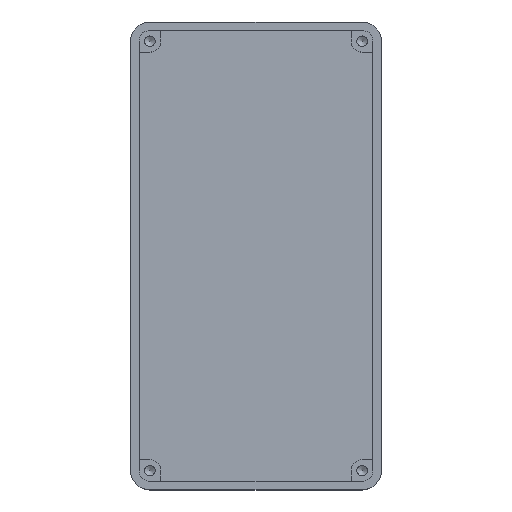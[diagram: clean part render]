
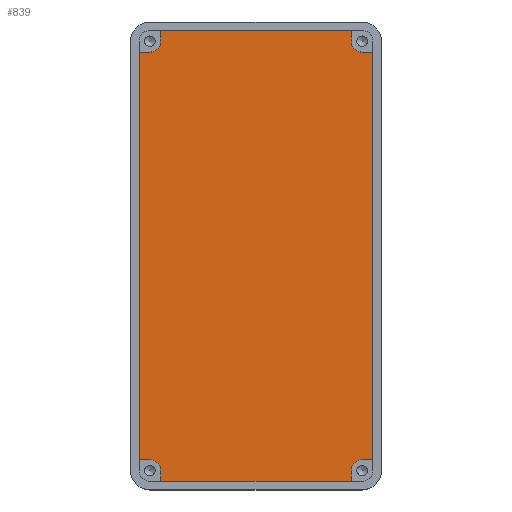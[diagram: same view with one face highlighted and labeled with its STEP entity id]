
A CAD part, top view. The second image highlights one B-rep face of the part: STEP entity #839.
In plain terms, the highlighted planar face has unit normal (0, 0, 1).
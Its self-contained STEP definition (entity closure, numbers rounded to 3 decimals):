
#29=PLANE('',#916);
#68=FACE_OUTER_BOUND('',#115,.T.);
#115=EDGE_LOOP('',(#622,#623,#624,#625,#626,#627,#628,#629,#630,#631,#632,
#633,#634,#635,#636,#637));
#167=LINE('',#1279,#250);
#172=LINE('',#1293,#255);
#177=LINE('',#1305,#260);
#178=LINE('',#1307,#261);
#179=LINE('',#1311,#262);
#180=LINE('',#1313,#263);
#181=LINE('',#1315,#264);
#182=LINE('',#1319,#265);
#183=LINE('',#1321,#266);
#184=LINE('',#1323,#267);
#185=LINE('',#1327,#268);
#186=LINE('',#1328,#269);
#250=VECTOR('',#1033,10.);
#255=VECTOR('',#1046,10.);
#260=VECTOR('',#1057,10.);
#261=VECTOR('',#1058,10.);
#262=VECTOR('',#1061,10.);
#263=VECTOR('',#1062,10.);
#264=VECTOR('',#1063,10.);
#265=VECTOR('',#1066,10.);
#266=VECTOR('',#1067,10.);
#267=VECTOR('',#1068,10.);
#268=VECTOR('',#1071,10.);
#269=VECTOR('',#1072,10.);
#336=CIRCLE('',#911,2.6);
#339=CIRCLE('',#917,2.6);
#340=CIRCLE('',#918,2.6);
#341=CIRCLE('',#919,2.6);
#378=VERTEX_POINT('',#1277);
#379=VERTEX_POINT('',#1278);
#382=VERTEX_POINT('',#1286);
#384=VERTEX_POINT('',#1292);
#388=VERTEX_POINT('',#1304);
#389=VERTEX_POINT('',#1306);
#390=VERTEX_POINT('',#1308);
#391=VERTEX_POINT('',#1310);
#392=VERTEX_POINT('',#1312);
#393=VERTEX_POINT('',#1314);
#394=VERTEX_POINT('',#1316);
#395=VERTEX_POINT('',#1318);
#396=VERTEX_POINT('',#1320);
#397=VERTEX_POINT('',#1322);
#398=VERTEX_POINT('',#1324);
#399=VERTEX_POINT('',#1326);
#467=EDGE_CURVE('',#378,#379,#167,.T.);
#471=EDGE_CURVE('',#379,#382,#336,.T.);
#474=EDGE_CURVE('',#382,#384,#172,.T.);
#480=EDGE_CURVE('',#384,#388,#177,.T.);
#481=EDGE_CURVE('',#388,#389,#178,.T.);
#482=EDGE_CURVE('',#389,#390,#339,.T.);
#483=EDGE_CURVE('',#390,#391,#179,.T.);
#484=EDGE_CURVE('',#391,#392,#180,.T.);
#485=EDGE_CURVE('',#392,#393,#181,.T.);
#486=EDGE_CURVE('',#393,#394,#340,.T.);
#487=EDGE_CURVE('',#394,#395,#182,.T.);
#488=EDGE_CURVE('',#395,#396,#183,.T.);
#489=EDGE_CURVE('',#396,#397,#184,.T.);
#490=EDGE_CURVE('',#397,#398,#341,.T.);
#491=EDGE_CURVE('',#398,#399,#185,.T.);
#492=EDGE_CURVE('',#399,#378,#186,.T.);
#622=ORIENTED_EDGE('',*,*,#467,.T.);
#623=ORIENTED_EDGE('',*,*,#471,.T.);
#624=ORIENTED_EDGE('',*,*,#474,.T.);
#625=ORIENTED_EDGE('',*,*,#480,.T.);
#626=ORIENTED_EDGE('',*,*,#481,.T.);
#627=ORIENTED_EDGE('',*,*,#482,.T.);
#628=ORIENTED_EDGE('',*,*,#483,.T.);
#629=ORIENTED_EDGE('',*,*,#484,.T.);
#630=ORIENTED_EDGE('',*,*,#485,.T.);
#631=ORIENTED_EDGE('',*,*,#486,.T.);
#632=ORIENTED_EDGE('',*,*,#487,.T.);
#633=ORIENTED_EDGE('',*,*,#488,.T.);
#634=ORIENTED_EDGE('',*,*,#489,.T.);
#635=ORIENTED_EDGE('',*,*,#490,.T.);
#636=ORIENTED_EDGE('',*,*,#491,.T.);
#637=ORIENTED_EDGE('',*,*,#492,.T.);
#839=ADVANCED_FACE('',(#68),#29,.T.);
#911=AXIS2_PLACEMENT_3D('',#1287,#1039,#1040);
#916=AXIS2_PLACEMENT_3D('',#1303,#1055,#1056);
#917=AXIS2_PLACEMENT_3D('',#1309,#1059,#1060);
#918=AXIS2_PLACEMENT_3D('',#1317,#1064,#1065);
#919=AXIS2_PLACEMENT_3D('',#1325,#1069,#1070);
#1033=DIRECTION('',(1.,0.,0.));
#1039=DIRECTION('center_axis',(0.,0.,-1.));
#1040=DIRECTION('ref_axis',(1.,0.,0.));
#1046=DIRECTION('',(0.,-1.,0.));
#1055=DIRECTION('center_axis',(0.,0.,1.));
#1056=DIRECTION('ref_axis',(1.,0.,0.));
#1057=DIRECTION('',(1.,0.,0.));
#1058=DIRECTION('',(0.,1.,0.));
#1059=DIRECTION('center_axis',(0.,0.,-1.));
#1060=DIRECTION('ref_axis',(0.,1.,0.));
#1061=DIRECTION('',(1.,0.,0.));
#1062=DIRECTION('',(0.,1.,0.));
#1063=DIRECTION('',(-1.,0.,0.));
#1064=DIRECTION('center_axis',(0.,0.,-1.));
#1065=DIRECTION('ref_axis',(-1.,0.,0.));
#1066=DIRECTION('',(0.,1.,0.));
#1067=DIRECTION('',(-1.,0.,0.));
#1068=DIRECTION('',(0.,-1.,0.));
#1069=DIRECTION('center_axis',(0.,0.,-1.));
#1070=DIRECTION('ref_axis',(0.,-1.,0.));
#1071=DIRECTION('',(-1.,0.,0.));
#1072=DIRECTION('',(0.,-1.,0.));
#1277=CARTESIAN_POINT('',(2.,-104.8,2.));
#1278=CARTESIAN_POINT('',(4.6,-104.8,2.));
#1279=CARTESIAN_POINT('',(17.3,-104.8,2.));
#1286=CARTESIAN_POINT('',(7.2,-107.4,2.));
#1287=CARTESIAN_POINT('Origin',(4.6,-107.4,2.));
#1292=CARTESIAN_POINT('',(7.2,-110.,2.));
#1293=CARTESIAN_POINT('',(7.2,-83.,2.));
#1303=CARTESIAN_POINT('Origin',(30.,-56.,2.));
#1304=CARTESIAN_POINT('',(52.8,-110.,2.));
#1305=CARTESIAN_POINT('',(42.7,-110.,2.));
#1306=CARTESIAN_POINT('',(52.8,-107.4,2.));
#1307=CARTESIAN_POINT('',(52.8,-81.7,2.));
#1308=CARTESIAN_POINT('',(55.4,-104.8,2.));
#1309=CARTESIAN_POINT('Origin',(55.4,-107.4,2.));
#1310=CARTESIAN_POINT('',(58.,-104.8,2.));
#1311=CARTESIAN_POINT('',(44.,-104.8,2.));
#1312=CARTESIAN_POINT('',(58.,-7.2,2.));
#1313=CARTESIAN_POINT('',(58.,-30.3,2.));
#1314=CARTESIAN_POINT('',(55.4,-7.2,2.));
#1315=CARTESIAN_POINT('',(42.7,-7.2,2.));
#1316=CARTESIAN_POINT('',(52.8,-4.6,2.));
#1317=CARTESIAN_POINT('Origin',(55.4,-4.6,2.));
#1318=CARTESIAN_POINT('',(52.8,-2.,2.));
#1319=CARTESIAN_POINT('',(52.8,-29.,2.));
#1320=CARTESIAN_POINT('',(7.2,-2.,2.));
#1321=CARTESIAN_POINT('',(17.3,-2.,2.));
#1322=CARTESIAN_POINT('',(7.2,-4.6,2.));
#1323=CARTESIAN_POINT('',(7.2,-30.3,2.));
#1324=CARTESIAN_POINT('',(4.6,-7.2,2.));
#1325=CARTESIAN_POINT('Origin',(4.6,-4.6,2.));
#1326=CARTESIAN_POINT('',(2.,-7.2,2.));
#1327=CARTESIAN_POINT('',(16.,-7.2,2.));
#1328=CARTESIAN_POINT('',(2.,-81.7,2.));
